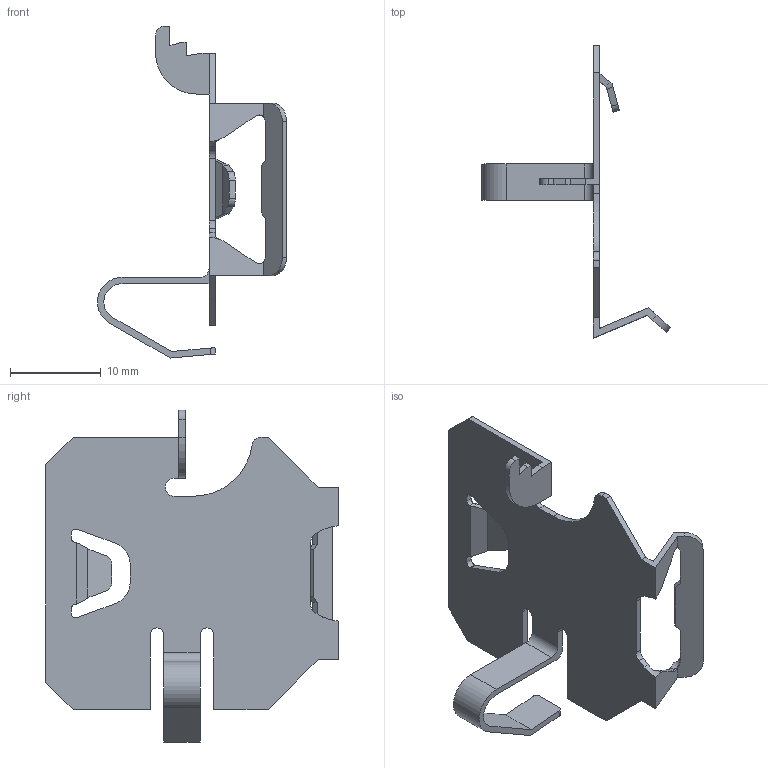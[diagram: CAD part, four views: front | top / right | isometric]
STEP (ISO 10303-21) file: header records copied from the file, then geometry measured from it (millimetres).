
FILE_DESCRIPTION((''),'2;1');
FILE_NAME('6062280','2013-12-13T',('AndreasKeweloh'),(''),'PRO/ENGINEER BY PARAMETRIC TECHNOLOGY CORPORATION, 2012360','PRO/ENGINEER BY PARAMETRIC TECHNOLOGY CORPORATION, 2012360','');
FILE_SCHEMA(('CONFIG_CONTROL_DESIGN'));
Length unit declared in the file: millimetre
Products named in the file (1): 6062280
Bounding box: 20.82 x 32.21 x 36.58 mm (x, y, z)
Volume: 688.4 mm3; surface area: 2187.5 mm2
Topology: 1 solids, 1 shells, 108 faces, 340 edges, 232 vertices
Faces by surface type: plane 66, cylinder 32, bspline 10
Entity records: 5499 total; most frequent: CARTESIAN_POINT 2459, ORIENTED_EDGE 680, DIRECTION 564, EDGE_CURVE 340, VECTOR 240, LINE 240, VERTEX_POINT 232, AXIS2_PLACEMENT_3D 162
